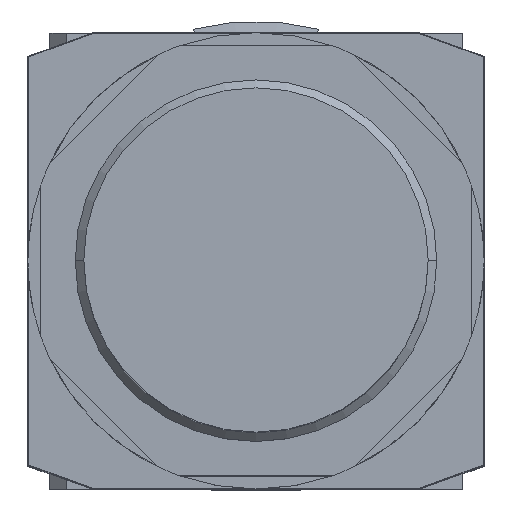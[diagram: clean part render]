
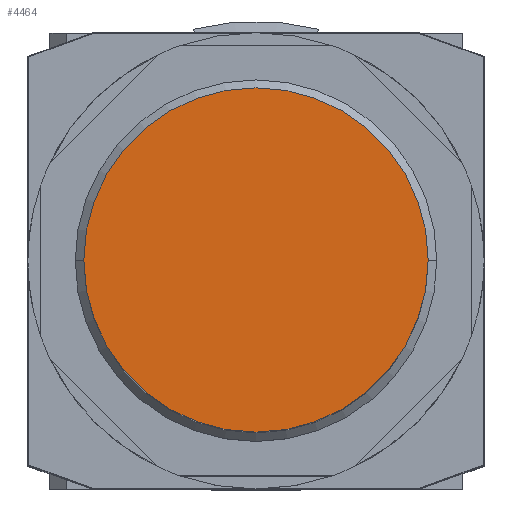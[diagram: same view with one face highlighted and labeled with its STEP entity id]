
A CAD part, top view. The second image highlights one B-rep face of the part: STEP entity #4464.
In plain terms, the highlighted planar face has unit normal (0, 0, 1).
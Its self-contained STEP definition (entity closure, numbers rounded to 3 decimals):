
#2292=CARTESIAN_POINT('',(20.0,0.0,114.5));
#2293=VERTEX_POINT('',#2292);
#2309=CARTESIAN_POINT('',(-20.0,0.,114.5));
#2310=VERTEX_POINT('',#2309);
#2317=CARTESIAN_POINT('',(0.0,0.0,114.5));
#2318=DIRECTION('',(0.0,0.0,1.0));
#2319=DIRECTION('',(1.0,0.0,0.0));
#2320=AXIS2_PLACEMENT_3D('',#2317,#2318,#2319);
#2321=CIRCLE('',#2320,20.0);
#2322=EDGE_CURVE('',#2293,#2310,#2321,.T.);
#4449=CARTESIAN_POINT('',(10.0,0.0,114.5));
#4450=DIRECTION('',(0.0,0.0,1.0));
#4451=DIRECTION('',(1.0,0.0,0.0));
#4452=AXIS2_PLACEMENT_3D('',#4449,#4450,#4451);
#4453=PLANE('',#4452);
#4454=ORIENTED_EDGE('',*,*,#2322,.T.);
#4455=CARTESIAN_POINT('',(0.0,0.0,114.5));
#4456=DIRECTION('',(0.0,0.0,1.0));
#4457=DIRECTION('',(1.0,0.0,0.0));
#4458=AXIS2_PLACEMENT_3D('',#4455,#4456,#4457);
#4459=CIRCLE('',#4458,20.0);
#4460=EDGE_CURVE('',#2310,#2293,#4459,.T.);
#4461=ORIENTED_EDGE('',*,*,#4460,.T.);
#4462=EDGE_LOOP('',(#4454,#4461));
#4463=FACE_OUTER_BOUND('',#4462,.T.);
#4464=ADVANCED_FACE('',(#4463),#4453,.T.);
